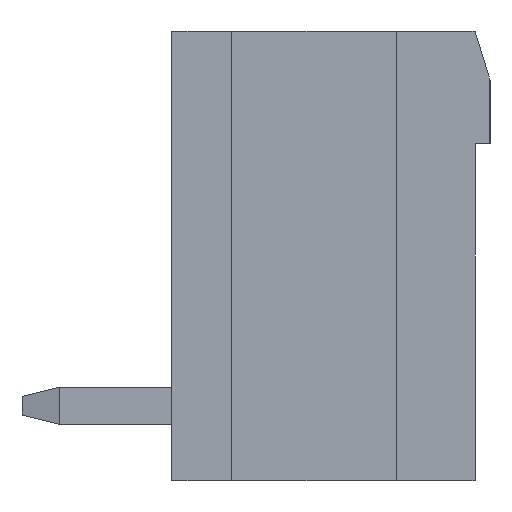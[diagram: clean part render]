
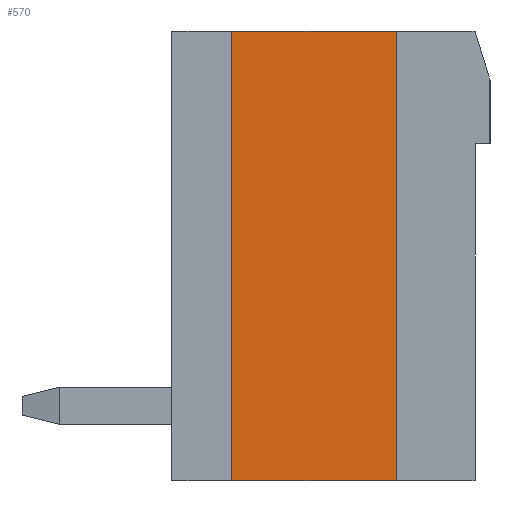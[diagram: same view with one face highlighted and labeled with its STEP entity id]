
A CAD part, left-side view. The second image highlights one B-rep face of the part: STEP entity #570.
In plain terms, the highlighted planar face has unit normal (-1, 0, 0).
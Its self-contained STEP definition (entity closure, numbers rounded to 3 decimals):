
#570 = ADVANCED_FACE( '', ( #1352 ), #1353, .T. );
#1352 = FACE_OUTER_BOUND( '', #2425, .T. );
#1353 = PLANE( '', #2426 );
#2425 = EDGE_LOOP( '', ( #3777, #3778, #3779, #3780 ) );
#2426 = AXIS2_PLACEMENT_3D( '', #3781, #3782, #3783 );
#3777 = ORIENTED_EDGE( '', *, *, #6832, .T. );
#3778 = ORIENTED_EDGE( '', *, *, #6833, .F. );
#3779 = ORIENTED_EDGE( '', *, *, #6834, .F. );
#3780 = ORIENTED_EDGE( '', *, *, #6835, .F. );
#3781 = CARTESIAN_POINT( '', ( -31.56, 2.45, -59.59 ) );
#3782 = DIRECTION( '', ( -1., 0., 0. ) );
#3783 = DIRECTION( '', ( 0., 0., 1. ) );
#6832 = EDGE_CURVE( '', #8309, #8310, #8311, .T. );
#6833 = EDGE_CURVE( '', #8312, #8310, #8313, .T. );
#6834 = EDGE_CURVE( '', #8314, #8312, #8315, .T. );
#6835 = EDGE_CURVE( '', #8309, #8314, #8316, .T. );
#8309 = VERTEX_POINT( '', #10447 );
#8310 = VERTEX_POINT( '', #10448 );
#8311 = LINE( '', #10449, #10450 );
#8312 = VERTEX_POINT( '', #10451 );
#8313 = LINE( '', #10452, #10453 );
#8314 = VERTEX_POINT( '', #10454 );
#8315 = LINE( '', #10455, #10456 );
#8316 = LINE( '', #10457, #10458 );
#10447 = CARTESIAN_POINT( '', ( -31.56, -1.95, -6. ) );
#10448 = CARTESIAN_POINT( '', ( -31.56, -1.95, 6. ) );
#10449 = CARTESIAN_POINT( '', ( -31.56, -1.95, -59.59 ) );
#10450 = VECTOR( '', #12928, 1000. );
#10451 = CARTESIAN_POINT( '', ( -31.56, 2.45, 6. ) );
#10452 = CARTESIAN_POINT( '', ( -31.56, 2.45, 6. ) );
#10453 = VECTOR( '', #12929, 1000. );
#10454 = CARTESIAN_POINT( '', ( -31.56, 2.45, -6. ) );
#10455 = CARTESIAN_POINT( '', ( -31.56, 2.45, -59.59 ) );
#10456 = VECTOR( '', #12930, 1000. );
#10457 = CARTESIAN_POINT( '', ( -31.56, 4.05, -6. ) );
#10458 = VECTOR( '', #12931, 1000. );
#12928 = DIRECTION( '', ( 0., 0., 1. ) );
#12929 = DIRECTION( '', ( 0., -1., 0. ) );
#12930 = DIRECTION( '', ( 0., 0., 1. ) );
#12931 = DIRECTION( '', ( 0., 1., 0. ) );
